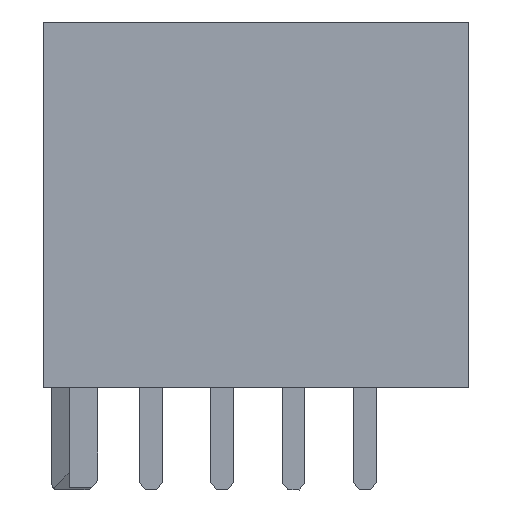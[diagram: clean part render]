
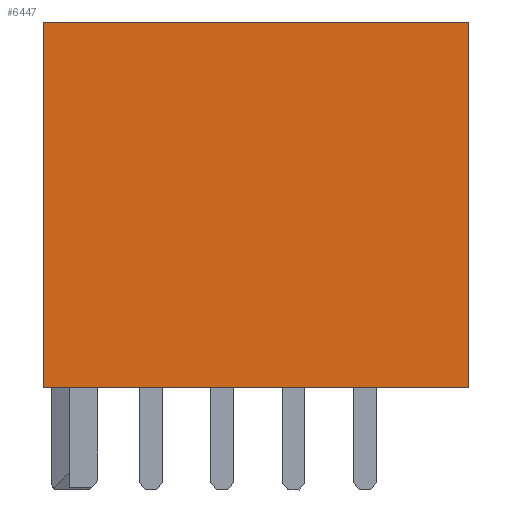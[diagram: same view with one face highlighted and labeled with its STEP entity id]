
A CAD part, left-side view. The second image highlights one B-rep face of the part: STEP entity #6447.
In plain terms, the highlighted face is planar.
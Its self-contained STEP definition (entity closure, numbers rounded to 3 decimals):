
#618=ORIENTED_EDGE('',*,*,#2433,.F.);
#619=ORIENTED_EDGE('',*,*,#2242,.F.);
#620=ORIENTED_EDGE('',*,*,#2434,.F.);
#621=ORIENTED_EDGE('',*,*,#2435,.F.);
#2242=EDGE_CURVE('',#3188,#3189,#3811,.T.);
#2433=EDGE_CURVE('',#3189,#3312,#3996,.T.);
#2434=EDGE_CURVE('',#3313,#3188,#3997,.T.);
#2435=EDGE_CURVE('',#3312,#3313,#3998,.T.);
#3188=VERTEX_POINT('',#9251);
#3189=VERTEX_POINT('',#9253);
#3312=VERTEX_POINT('',#9614);
#3313=VERTEX_POINT('',#9616);
#3811=LINE('',#9252,#4725);
#3996=LINE('',#9613,#4910);
#3997=LINE('',#9615,#4911);
#3998=LINE('',#9617,#4912);
#4725=VECTOR('',#7374,1000.);
#4910=VECTOR('',#7665,1000.);
#4911=VECTOR('',#7666,1000.);
#4912=VECTOR('',#7667,1000.);
#5465=EDGE_LOOP('',(#618,#619,#620,#621));
#5806=FACE_BOUND('',#5465,.T.);
#6139=PLANE('',#6807);
#6447=ADVANCED_FACE('',(#5806),#6139,.F.);
#6807=AXIS2_PLACEMENT_3D('',#9612,#7663,#7664);
#7374=DIRECTION('',(1.,0.,0.));
#7663=DIRECTION('',(0.,1.,0.));
#7664=DIRECTION('',(0.,0.,1.));
#7665=DIRECTION('',(0.,0.,-1.));
#7666=DIRECTION('',(0.,0.,1.));
#7667=DIRECTION('',(-1.,0.,0.));
#9251=CARTESIAN_POINT('',(-7.45,0.,6.4));
#9252=CARTESIAN_POINT('',(-7.45,0.,6.4));
#9253=CARTESIAN_POINT('',(7.45,0.,6.4));
#9612=CARTESIAN_POINT('',(0.,0.,0.));
#9613=CARTESIAN_POINT('',(7.45,0.,6.4));
#9614=CARTESIAN_POINT('',(7.45,0.,-6.4));
#9615=CARTESIAN_POINT('',(-7.45,0.,-6.4));
#9616=CARTESIAN_POINT('',(-7.45,0.,-6.4));
#9617=CARTESIAN_POINT('',(7.45,0.,-6.4));
